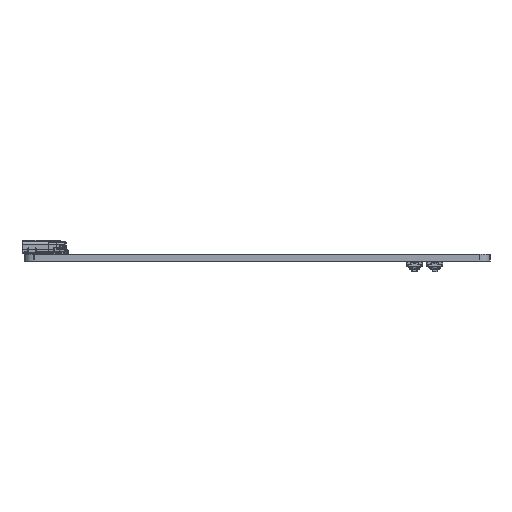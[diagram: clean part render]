
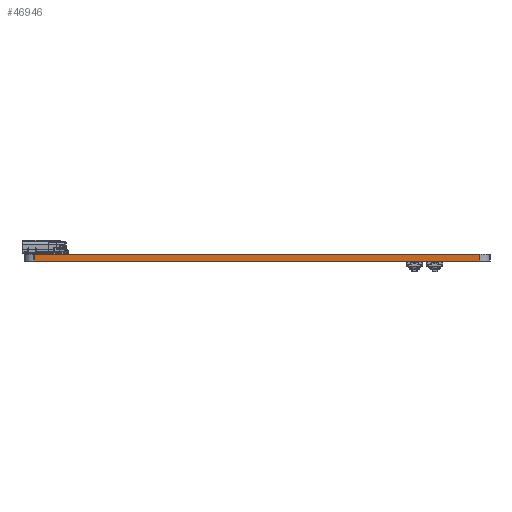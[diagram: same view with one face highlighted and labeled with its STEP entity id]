
A CAD part, left-side view. The second image highlights one B-rep face of the part: STEP entity #46946.
In plain terms, the highlighted planar face has unit normal (-1, 0, 0).
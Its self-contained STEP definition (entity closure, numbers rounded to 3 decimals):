
#34438 = VERTEX_POINT('',#34439);
#34439 = CARTESIAN_POINT('',(85.225,-107.639,0.));
#34445 = EDGE_CURVE('',#34446,#34438,#34448,.T.);
#34446 = VERTEX_POINT('',#34447);
#34447 = CARTESIAN_POINT('',(85.225,-212.962,0.));
#34448 = LINE('',#34449,#34450);
#34449 = CARTESIAN_POINT('',(85.225,-212.962,0.));
#34450 = VECTOR('',#34451,1.);
#34451 = DIRECTION('',(0.,1.,0.));
#40653 = VERTEX_POINT('',#40654);
#40654 = CARTESIAN_POINT('',(85.225,-107.639,1.6));
#40660 = EDGE_CURVE('',#40661,#40653,#40663,.T.);
#40661 = VERTEX_POINT('',#40662);
#40662 = CARTESIAN_POINT('',(85.225,-212.962,1.6));
#40663 = LINE('',#40664,#40665);
#40664 = CARTESIAN_POINT('',(85.225,-212.962,1.6));
#40665 = VECTOR('',#40666,1.);
#40666 = DIRECTION('',(0.,1.,0.));
#46916 = EDGE_CURVE('',#34438,#40653,#46917,.T.);
#46917 = LINE('',#46918,#46919);
#46918 = CARTESIAN_POINT('',(85.225,-107.639,0.));
#46919 = VECTOR('',#46920,1.);
#46920 = DIRECTION('',(0.,0.,1.));
#46946 = ADVANCED_FACE('',(#46947),#46958,.T.);
#46947 = FACE_BOUND('',#46948,.T.);
#46948 = EDGE_LOOP('',(#46949,#46955,#46956,#46957));
#46949 = ORIENTED_EDGE('',*,*,#46950,.T.);
#46950 = EDGE_CURVE('',#34446,#40661,#46951,.T.);
#46951 = LINE('',#46952,#46953);
#46952 = CARTESIAN_POINT('',(85.225,-212.962,0.));
#46953 = VECTOR('',#46954,1.);
#46954 = DIRECTION('',(0.,0.,1.));
#46955 = ORIENTED_EDGE('',*,*,#40660,.T.);
#46956 = ORIENTED_EDGE('',*,*,#46916,.F.);
#46957 = ORIENTED_EDGE('',*,*,#34445,.F.);
#46958 = PLANE('',#46959);
#46959 = AXIS2_PLACEMENT_3D('',#46960,#46961,#46962);
#46960 = CARTESIAN_POINT('',(85.225,-212.962,0.));
#46961 = DIRECTION('',(-1.,0.,0.));
#46962 = DIRECTION('',(0.,1.,0.));
